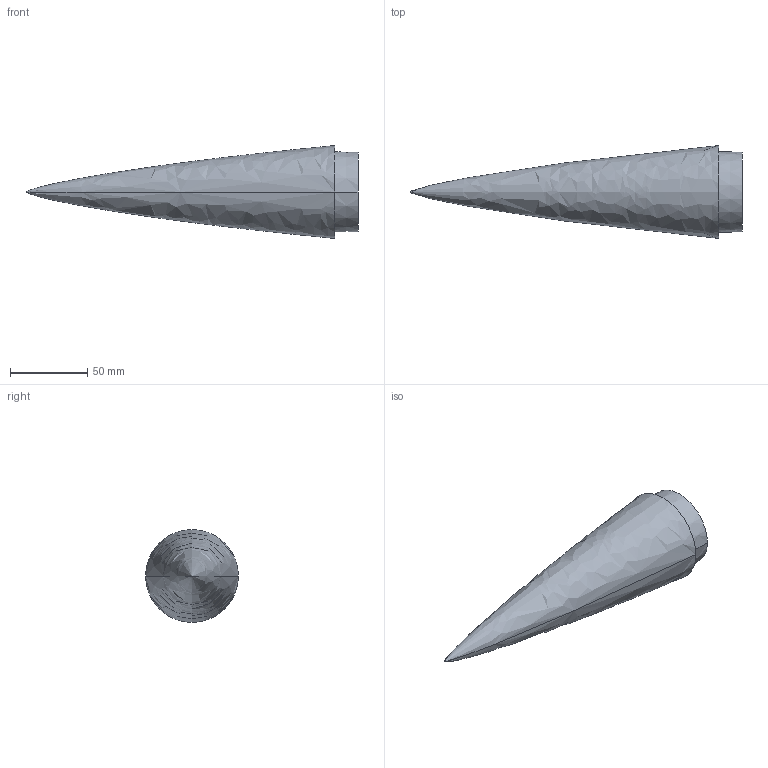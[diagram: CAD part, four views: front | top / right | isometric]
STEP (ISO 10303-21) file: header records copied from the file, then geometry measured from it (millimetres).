
FILE_DESCRIPTION (( 'STEP AP214' ), '1' );
FILE_NAME ('Nose Cone Top.STEP', '2024-08-22T03:40:19', ( '' ), ( '' ), 'SwSTEP 2.0', 'SolidWorks 2024', '' );
FILE_SCHEMA (( 'AUTOMOTIVE_DESIGN' ));
Length unit declared in the file: millimetre
Products named in the file (1): Nose Cone Top
Bounding box: 215 x 60.1 x 60.1 mm (x, y, z)
Volume: 99052.9 mm3; surface area: 44754.1 mm2
Topology: 1 solids, 1 shells, 12 faces, 26 edges, 14 vertices
Faces by surface type: cone 4, bspline 2, plane 2, cylinder 2, torus 2
Entity records: 561 total; most frequent: CARTESIAN_POINT 295, DIRECTION 56, ORIENTED_EDGE 44, AXIS2_PLACEMENT_3D 25, EDGE_CURVE 22, VERTEX_POINT 14, CIRCLE 14, EDGE_LOOP 14
